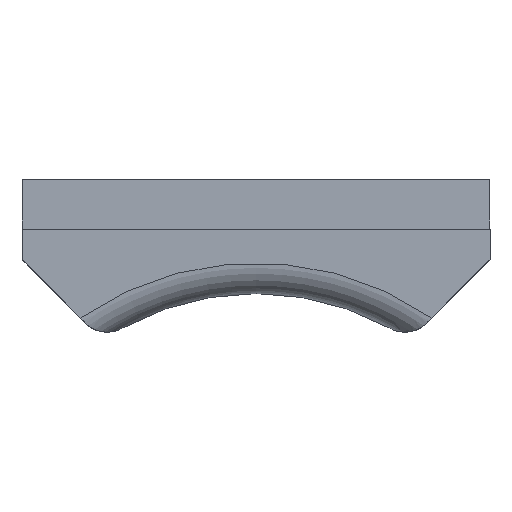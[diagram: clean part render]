
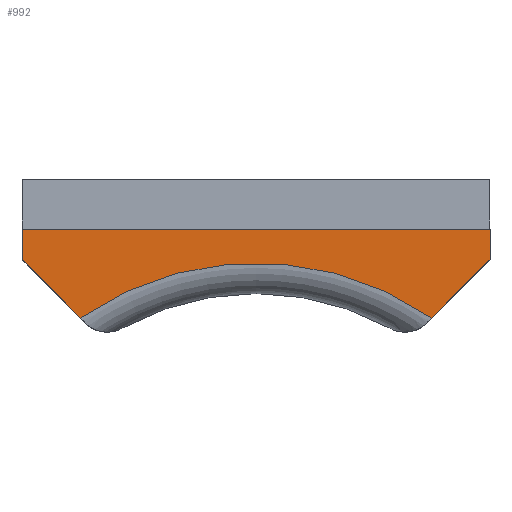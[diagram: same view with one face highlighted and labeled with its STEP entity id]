
A CAD part, front view. The second image highlights one B-rep face of the part: STEP entity #992.
In plain terms, the highlighted planar face has unit normal (0, -1, 0).
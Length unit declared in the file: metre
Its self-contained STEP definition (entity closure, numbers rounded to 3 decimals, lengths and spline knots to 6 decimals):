
#992 = ADVANCED_FACE( '', ( #1471 ), #1472, .T. );
#1471 = FACE_OUTER_BOUND( '', #2894, .T. );
#1472 = PLANE( '', #2895 );
#2894 = EDGE_LOOP( '', ( #3542, #3543, #3544, #3545, #3546, #3547 ) );
#2895 = AXIS2_PLACEMENT_3D( '', #3548, #3549, #3550 );
#3542 = ORIENTED_EDGE( '', *, *, #4454, .T. );
#3543 = ORIENTED_EDGE( '', *, *, #4465, .T. );
#3544 = ORIENTED_EDGE( '', *, *, #4473, .T. );
#3545 = ORIENTED_EDGE( '', *, *, #4474, .T. );
#3546 = ORIENTED_EDGE( '', *, *, #4472, .T. );
#3547 = ORIENTED_EDGE( '', *, *, #4458, .F. );
#3548 = CARTESIAN_POINT( '', ( 0., -0.006, 0.00181 ) );
#3549 = DIRECTION( '', ( 0., -1., 0. ) );
#3550 = DIRECTION( '', ( 1., 0., 0. ) );
#4454 = EDGE_CURVE( '', #5753, #5751, #5754, .T. );
#4458 = EDGE_CURVE( '', #5753, #5756, #5760, .T. );
#4465 = EDGE_CURVE( '', #5751, #5772, #5773, .F. );
#4472 = EDGE_CURVE( '', #5779, #5756, #5784, .T. );
#4473 = EDGE_CURVE( '', #5772, #5785, #5786, .T. );
#4474 = EDGE_CURVE( '', #5785, #5779, #5787, .T. );
#5751 = VERTEX_POINT( '', #5891 );
#5753 = VERTEX_POINT( '', #5896 );
#5754 = LINE( '', #5897, #5898 );
#5756 = VERTEX_POINT( '', #5901 );
#5760 = LINE( '', #5907, #5908 );
#5772 = VERTEX_POINT( '', #5932 );
#5773 = CIRCLE( '', #5933, 0.01 );
#5779 = VERTEX_POINT( '', #5949 );
#5784 = LINE( '', #5956, #5957 );
#5785 = VERTEX_POINT( '', #5958 );
#5786 = LINE( '', #5959, #5960 );
#5787 = LINE( '', #5961, #5962 );
#5891 = CARTESIAN_POINT( '', ( -0.00572, -0.006, 0.00072 ) );
#5896 = CARTESIAN_POINT( '', ( -0.00762, -0.006, 0.00262 ) );
#5897 = CARTESIAN_POINT( '', ( -0.00631, -0.006, 0.00131 ) );
#5898 = VECTOR( '', #6019, 1. );
#5901 = CARTESIAN_POINT( '', ( -0.00762, -0.006, 0.00362 ) );
#5907 = CARTESIAN_POINT( '', ( -0.00762, -0.006, 0.00312 ) );
#5908 = VECTOR( '', #6023, 1. );
#5932 = CARTESIAN_POINT( '', ( 0.00572, -0.006, 0.00072 ) );
#5933 = AXIS2_PLACEMENT_3D( '', #6032, #6033, #6034 );
#5949 = CARTESIAN_POINT( '', ( 0.00762, -0.006, 0.00362 ) );
#5956 = CARTESIAN_POINT( '', ( 0., -0.006, 0.00362 ) );
#5957 = VECTOR( '', #6043, 1. );
#5958 = CARTESIAN_POINT( '', ( 0.00762, -0.006, 0.00262 ) );
#5959 = CARTESIAN_POINT( '', ( 0.00631, -0.006, 0.00131 ) );
#5960 = VECTOR( '', #6044, 1. );
#5961 = CARTESIAN_POINT( '', ( 0.00762, -0.006, 0.00312 ) );
#5962 = VECTOR( '', #6045, 1. );
#6019 = DIRECTION( '', ( 0.707, 0., -0.707 ) );
#6023 = DIRECTION( '', ( 0., 0., 1. ) );
#6032 = CARTESIAN_POINT( '', ( 0., -0.006, -0.007483 ) );
#6033 = DIRECTION( '', ( 0., -1., 0. ) );
#6034 = DIRECTION( '', ( 0., 0., -1. ) );
#6043 = DIRECTION( '', ( -1., 0., 0. ) );
#6044 = DIRECTION( '', ( 0.707, 0., 0.707 ) );
#6045 = DIRECTION( '', ( 0., 0., 1. ) );
